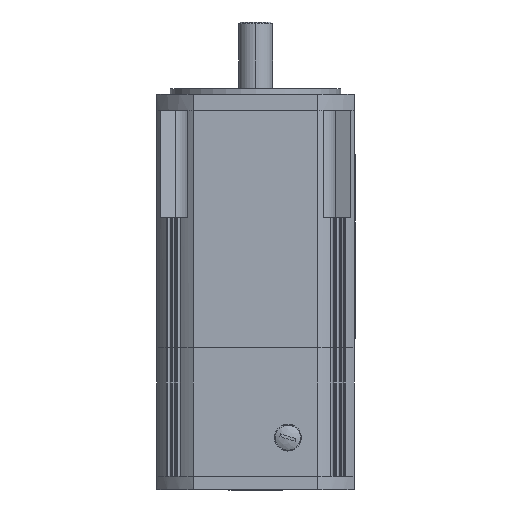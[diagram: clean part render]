
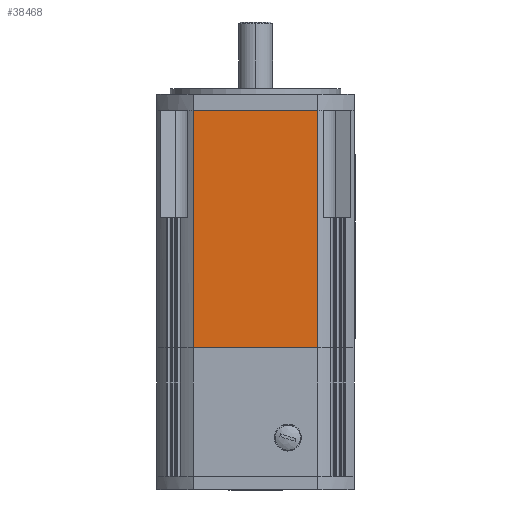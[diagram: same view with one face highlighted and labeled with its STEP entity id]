
A CAD part, front view. The second image highlights one B-rep face of the part: STEP entity #38468.
In plain terms, the highlighted face is planar.
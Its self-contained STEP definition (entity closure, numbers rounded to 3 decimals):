
#32278=CARTESIAN_POINT('',(-34.641,-55.0,0.0));
#32279=VERTEX_POINT('',#32278);
#33250=CARTESIAN_POINT('',(34.641,-55.0,0.0));
#33251=VERTEX_POINT('',#33250);
#34075=CARTESIAN_POINT('',(34.641,-55.0,0.0));
#34076=DIRECTION('',(-1.0,0.0,0.0));
#34077=VECTOR('',#34076,69.282);
#34078=LINE('',#34075,#34077);
#34079=EDGE_CURVE('',#33251,#32279,#34078,.T.);
#35473=CARTESIAN_POINT('',(34.641,-55.0,132.5));
#35474=VERTEX_POINT('',#35473);
#35506=CARTESIAN_POINT('',(-34.641,-55.0,132.5));
#35507=VERTEX_POINT('',#35506);
#35514=CARTESIAN_POINT('',(34.641,-55.0,132.5));
#35515=DIRECTION('',(-1.0,0.0,0.0));
#35516=VECTOR('',#35515,69.282);
#35517=LINE('',#35514,#35516);
#35518=EDGE_CURVE('',#35474,#35507,#35517,.T.);
#37510=CARTESIAN_POINT('',(34.641,-55.0,0.0));
#37511=DIRECTION('',(0.0,0.0,1.0));
#37512=VECTOR('',#37511,132.5);
#37513=LINE('',#37510,#37512);
#37514=EDGE_CURVE('',#33251,#35474,#37513,.T.);
#37939=CARTESIAN_POINT('',(-34.641,-55.0,0.0));
#37940=DIRECTION('',(0.0,0.0,1.0));
#37941=VECTOR('',#37940,132.5);
#37942=LINE('',#37939,#37941);
#37943=EDGE_CURVE('',#32279,#35507,#37942,.T.);
#38457=CARTESIAN_POINT('',(34.641,-55.0,0.0));
#38458=DIRECTION('',(0.0,-1.0,0.0));
#38459=DIRECTION('',(0.0,0.0,-1.0));
#38460=AXIS2_PLACEMENT_3D('',#38457,#38458,#38459);
#38461=PLANE('',#38460);
#38462=ORIENTED_EDGE('',*,*,#35518,.T.);
#38463=ORIENTED_EDGE('',*,*,#37943,.F.);
#38464=ORIENTED_EDGE('',*,*,#34079,.F.);
#38465=ORIENTED_EDGE('',*,*,#37514,.T.);
#38466=EDGE_LOOP('',(#38462,#38463,#38464,#38465));
#38467=FACE_OUTER_BOUND('',#38466,.T.);
#38468=ADVANCED_FACE('',(#38467),#38461,.T.);
